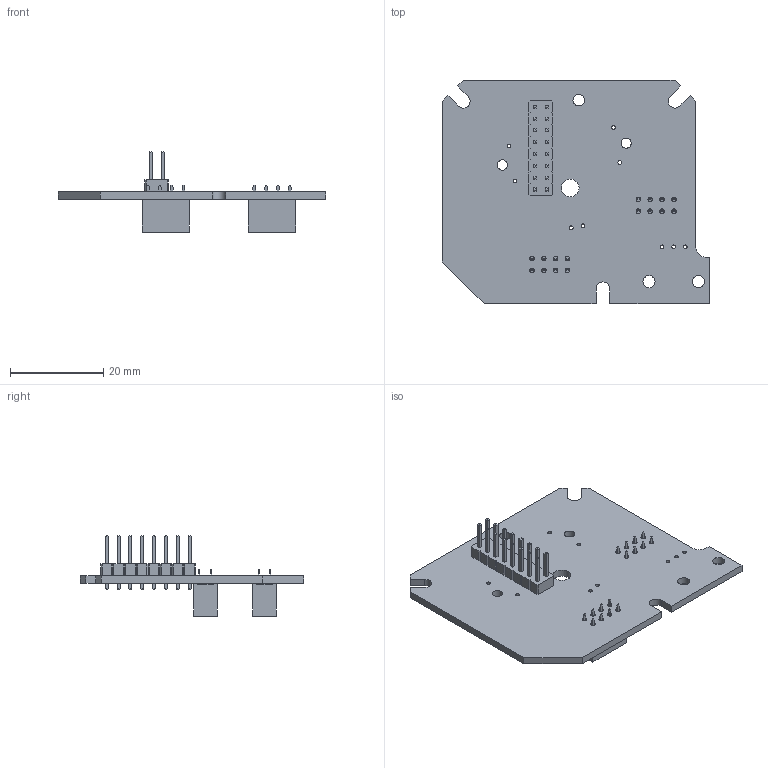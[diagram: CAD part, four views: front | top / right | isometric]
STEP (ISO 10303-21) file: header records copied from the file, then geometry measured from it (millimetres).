
FILE_DESCRIPTION(('KiCad electronic assembly'),'2;1');
FILE_NAME('standby_altimeter.step','2021-09-04T16:46:38',('An Author'),( 'A Company'),'Open CASCADE STEP processor 6.9', 'KiCad to STEP converter','Unknown');
FILE_SCHEMA(('AUTOMOTIVE_DESIGN { 1 0 10303 214 1 1 1 1 }'));
Length unit declared in the file: millimetre
Products named in the file (6): Open CASCADE STEP translator 6.9 1; PinHeader_2x08_P2.54mm_Vertical; SOLID; PinSocket_2x04_P2.54mm_Vertical; COMPOUND
Assembly tree (6 placements, depth 3):
  Open CASCADE STEP translator 6.9 1
    PinHeader_2x08_P2.54mm_Vertical
      SOLID
    PinSocket_2x04_P2.54mm_Vertical  x2
      SOLID
    COMPOUND
Bounding box: 57.38 x 47.96 x 17.24 mm (x, y, z)
Volume: 4963.7 mm3; surface area: 7259.3 mm2
Topology: 4 solids, 4 shells, 927 faces, 2325 edges, 1486 vertices
Faces by surface type: plane 876, cylinder 51
Full cylindrical faces by diameter (mm): 0.762 x3, 0.8 x6, 1 x32, 2.2 x2, 2.5 x1, 2.6 x2, 3.8 x1
Entity records: 45717 total; most frequent: CARTESIAN_POINT 7325, DIRECTION 6335, LINE 4779, VECTOR 4779, ORIENTED_EDGE 3322, PCURVE 3322, DEFINITIONAL_REPRESENTATION 3322, EDGE_CURVE 1661
